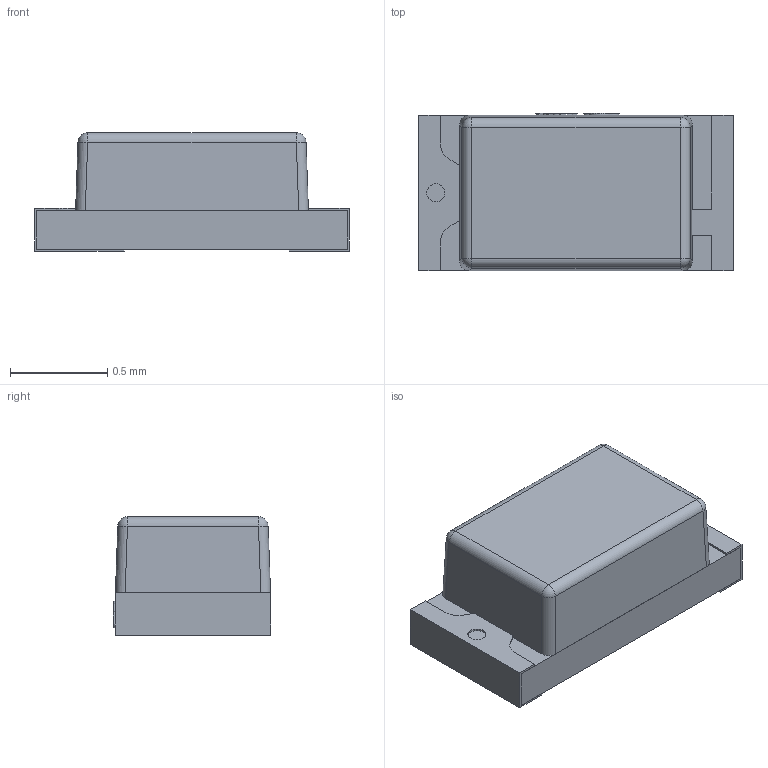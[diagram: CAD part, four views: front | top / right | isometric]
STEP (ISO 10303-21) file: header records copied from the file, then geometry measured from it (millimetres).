
FILE_DESCRIPTION(/* description */ (''),/* implementation_level */ '2;1');
FILE_NAME(/* name */ 'LED0603_3D.step',/* time_stamp */ '2023-04-11T00:36:15+08:00',/* author */ (''),/* organization */ (''),/* preprocessor_version */ 'ST-DEVELOPER v19.2',/* originating_system */ 'Autodesk Translation Framework v11.17.0.187',/* authorisation */ '');
FILE_SCHEMA (('AUTOMOTIVE_DESIGN { 1 0 10303 214 3 1 1 }'));
Length unit declared in the file: millimetre
Products named in the file (3): U5; LED0603-RD_RED; COMPOUND (8)
Assembly tree (2 placements, depth 3):
  U5
    LED0603-RD_RED
      COMPOUND (8)
Bounding box: 1.62 x 0.81 x 0.61 mm (x, y, z)
Volume: 0.7 mm3; surface area: 9.4 mm2
Topology: 4 solids, 4 shells, 350 faces, 937 edges, 618 vertices
Faces by surface type: plane 223, bspline 112, cylinder 11, sphere 4
Full cylindrical faces by diameter (mm): 0.093 x1
Entity records: 12529 total; most frequent: CARTESIAN_POINT 3844, ORIENTED_EDGE 1866, DIRECTION 1381, EDGE_CURVE 933, LINE 687, VECTOR 687, VERTEX_POINT 618, EDGE_LOOP 379
